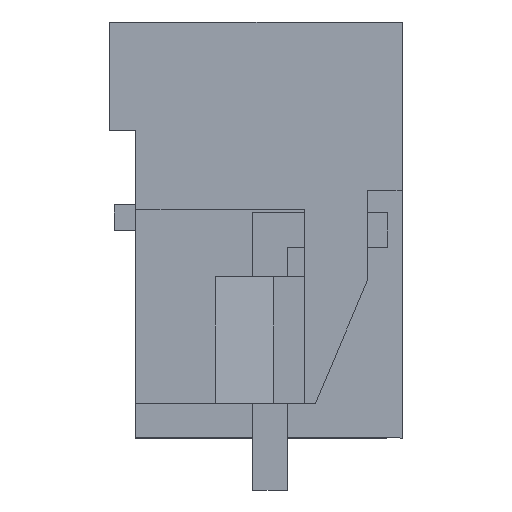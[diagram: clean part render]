
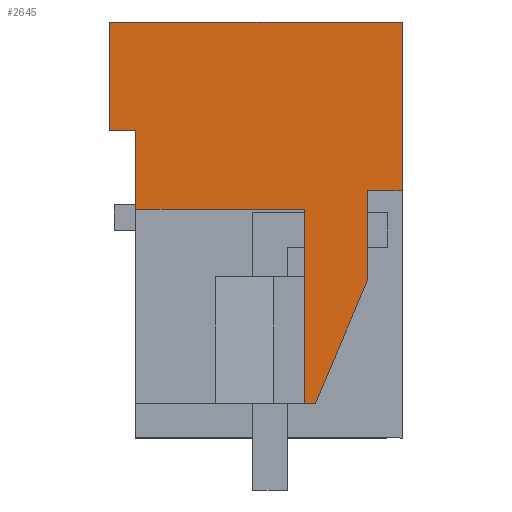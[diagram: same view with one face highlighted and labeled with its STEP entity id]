
A CAD part, left-side view. The second image highlights one B-rep face of the part: STEP entity #2645.
In plain terms, the highlighted planar face has unit normal (-1, 0, 0).
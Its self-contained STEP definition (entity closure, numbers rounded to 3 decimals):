
#2578=AXIS2_PLACEMENT_3D('Plane Axis2P3D',#2575,#2576,#2577) ;
#417=CARTESIAN_POINT('Vertex',(0.,7.68,8.1)) ;
#420=CARTESIAN_POINT('Line Origine',(0.,7.68,9.24)) ;
#424=CARTESIAN_POINT('Vertex',(0.,7.68,10.38)) ;
#2404=CARTESIAN_POINT('Vertex',(0.,2.501,2.5)) ;
#2407=CARTESIAN_POINT('Line Origine',(0.,2.655,2.5)) ;
#2411=CARTESIAN_POINT('Vertex',(0.,2.81,2.5)) ;
#2559=CARTESIAN_POINT('Vertex',(0.,2.81,8.1)) ;
#2562=CARTESIAN_POINT('Line Origine',(0.,5.245,8.1)) ;
#2575=CARTESIAN_POINT('Axis2P3D Location',(0.,8.43,0.)) ;
#2580=CARTESIAN_POINT('Line Origine',(0.,1.752,4.268)) ;
#2584=CARTESIAN_POINT('Vertex',(0.,1.003,6.035)) ;
#2587=CARTESIAN_POINT('Line Origine',(0.,1.003,7.341)) ;
#2591=CARTESIAN_POINT('Vertex',(0.,1.003,8.646)) ;
#2594=CARTESIAN_POINT('Line Origine',(0.,0.501,8.646)) ;
#2598=CARTESIAN_POINT('Vertex',(0.,0.,8.646)) ;
#2601=CARTESIAN_POINT('Line Origine',(0.,0.,11.073)) ;
#2605=CARTESIAN_POINT('Vertex',(0.,0.,13.5)) ;
#2608=CARTESIAN_POINT('Line Origine',(0.,4.215,13.5)) ;
#2612=CARTESIAN_POINT('Vertex',(0.,8.43,13.5)) ;
#2615=CARTESIAN_POINT('Line Origine',(0.,8.43,11.94)) ;
#2619=CARTESIAN_POINT('Vertex',(0.,8.43,10.38)) ;
#2622=CARTESIAN_POINT('Line Origine',(0.,8.055,10.38)) ;
#2627=CARTESIAN_POINT('Line Origine',(0.,2.81,5.3)) ;
#421=DIRECTION('Vector Direction',(0.,0.,-1.)) ;
#2408=DIRECTION('Vector Direction',(0.,1.,0.)) ;
#2563=DIRECTION('Vector Direction',(0.,1.,0.)) ;
#2576=DIRECTION('Axis2P3D Direction',(-1.,0.,0.)) ;
#2577=DIRECTION('Axis2P3D XDirection',(0.,1.,0.)) ;
#2581=DIRECTION('Vector Direction',(0.,0.39,-0.921)) ;
#2588=DIRECTION('Vector Direction',(0.,0.,-1.)) ;
#2595=DIRECTION('Vector Direction',(0.,1.,0.)) ;
#2602=DIRECTION('Vector Direction',(0.,0.,1.)) ;
#2609=DIRECTION('Vector Direction',(0.,1.,0.)) ;
#2616=DIRECTION('Vector Direction',(0.,0.,-1.)) ;
#2623=DIRECTION('Vector Direction',(0.,-1.,0.)) ;
#2628=DIRECTION('Vector Direction',(0.,0.,1.)) ;
#422=VECTOR('Line Direction',#421,1.) ;
#2409=VECTOR('Line Direction',#2408,1.) ;
#2564=VECTOR('Line Direction',#2563,1.) ;
#2582=VECTOR('Line Direction',#2581,1.) ;
#2589=VECTOR('Line Direction',#2588,1.) ;
#2596=VECTOR('Line Direction',#2595,1.) ;
#2603=VECTOR('Line Direction',#2602,1.) ;
#2610=VECTOR('Line Direction',#2609,1.) ;
#2617=VECTOR('Line Direction',#2616,1.) ;
#2624=VECTOR('Line Direction',#2623,1.) ;
#2629=VECTOR('Line Direction',#2628,1.) ;
#2633=ORIENTED_EDGE('',*,*,#2413,.F.) ;
#2634=ORIENTED_EDGE('',*,*,#2586,.F.) ;
#2635=ORIENTED_EDGE('',*,*,#2593,.F.) ;
#2636=ORIENTED_EDGE('',*,*,#2600,.F.) ;
#2637=ORIENTED_EDGE('',*,*,#2607,.T.) ;
#2638=ORIENTED_EDGE('',*,*,#2614,.T.) ;
#2639=ORIENTED_EDGE('',*,*,#2621,.T.) ;
#2640=ORIENTED_EDGE('',*,*,#2626,.T.) ;
#2641=ORIENTED_EDGE('',*,*,#426,.T.) ;
#2642=ORIENTED_EDGE('',*,*,#2566,.F.) ;
#2643=ORIENTED_EDGE('',*,*,#2631,.F.) ;
#2645=ADVANCED_FACE('HOUSING',(#2644),#2579,.T.) ;
#426=EDGE_CURVE('',#425,#418,#423,.T.) ;
#2413=EDGE_CURVE('',#2405,#2412,#2410,.T.) ;
#2566=EDGE_CURVE('',#2560,#418,#2565,.T.) ;
#2586=EDGE_CURVE('',#2585,#2405,#2583,.T.) ;
#2593=EDGE_CURVE('',#2592,#2585,#2590,.T.) ;
#2600=EDGE_CURVE('',#2599,#2592,#2597,.T.) ;
#2607=EDGE_CURVE('',#2599,#2606,#2604,.T.) ;
#2614=EDGE_CURVE('',#2606,#2613,#2611,.T.) ;
#2621=EDGE_CURVE('',#2613,#2620,#2618,.T.) ;
#2626=EDGE_CURVE('',#2620,#425,#2625,.T.) ;
#2631=EDGE_CURVE('',#2412,#2560,#2630,.T.) ;
#2632=EDGE_LOOP('',(#2633,#2634,#2635,#2636,#2637,#2638,#2639,#2640,#2641,#2642,#2643)) ;
#2644=FACE_OUTER_BOUND('',#2632,.T.) ;
#423=LINE('Line',#420,#422) ;
#2410=LINE('Line',#2407,#2409) ;
#2565=LINE('Line',#2562,#2564) ;
#2583=LINE('Line',#2580,#2582) ;
#2590=LINE('Line',#2587,#2589) ;
#2597=LINE('Line',#2594,#2596) ;
#2604=LINE('Line',#2601,#2603) ;
#2611=LINE('Line',#2608,#2610) ;
#2618=LINE('Line',#2615,#2617) ;
#2625=LINE('Line',#2622,#2624) ;
#2630=LINE('Line',#2627,#2629) ;
#2579=PLANE('',#2578) ;
#418=VERTEX_POINT('',#417) ;
#425=VERTEX_POINT('',#424) ;
#2405=VERTEX_POINT('',#2404) ;
#2412=VERTEX_POINT('',#2411) ;
#2560=VERTEX_POINT('',#2559) ;
#2585=VERTEX_POINT('',#2584) ;
#2592=VERTEX_POINT('',#2591) ;
#2599=VERTEX_POINT('',#2598) ;
#2606=VERTEX_POINT('',#2605) ;
#2613=VERTEX_POINT('',#2612) ;
#2620=VERTEX_POINT('',#2619) ;
